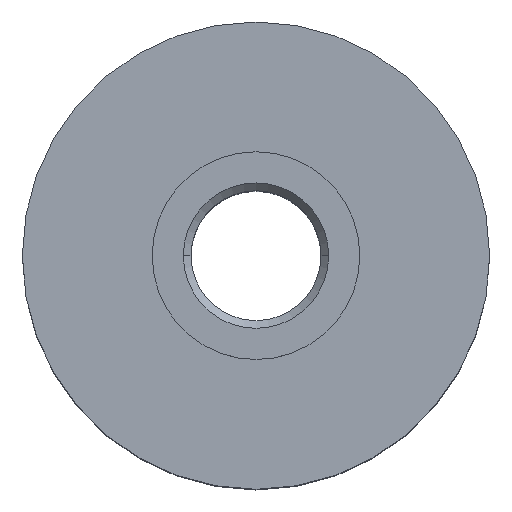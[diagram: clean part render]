
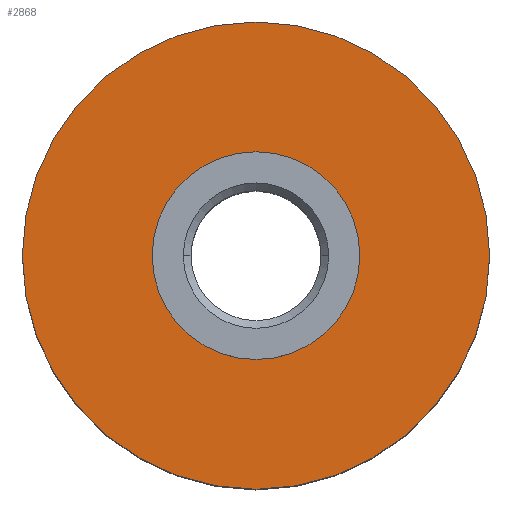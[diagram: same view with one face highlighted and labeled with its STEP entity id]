
A CAD part, top view. The second image highlights one B-rep face of the part: STEP entity #2868.
In plain terms, the highlighted planar face has unit normal (0, 0, 1).
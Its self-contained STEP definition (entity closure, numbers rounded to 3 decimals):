
#293 = AXIS2_PLACEMENT_3D ( 'NONE', #3564, #3560, #3556 ) ;
#294 = AXIS2_PLACEMENT_3D ( 'NONE', #3554, #3551, #3548 ) ;
#533 = AXIS2_PLACEMENT_3D ( 'NONE', #6575, #6574, #6579 ) ;
#624 = AXIS2_PLACEMENT_3D ( 'NONE', #4470, #4471, #4472 ) ;
#625 = AXIS2_PLACEMENT_3D ( 'NONE', #4474, #4475, #4476 ) ;
#1121 = CARTESIAN_POINT ( 'NONE',  ( -9., 0., 7.5 ) ) ;
#1123 = CARTESIAN_POINT ( 'NONE',  ( 9., 0., 7.5 ) ) ;
#1131 = CARTESIAN_POINT ( 'NONE',  ( -4., 0., 7.5 ) ) ;
#1139 = CARTESIAN_POINT ( 'NONE',  ( 4., 0., 7.5 ) ) ;
#1335 = CIRCLE ( 'NONE', #625, 9. ) ;
#1336 = CIRCLE ( 'NONE', #624, 4. ) ;
#2094 = FACE_BOUND ( 'NONE', #6157, .T. ) ;
#2096 = FACE_OUTER_BOUND ( 'NONE', #6154, .T. ) ;
#2288 = EDGE_CURVE ( 'NONE', #5098, #5100, #2509, .T. ) ;
#2289 = EDGE_CURVE ( 'NONE', #5108, #5116, #2508, .T. ) ;
#2508 = CIRCLE ( 'NONE', #294, 4. ) ;
#2509 = CIRCLE ( 'NONE', #293, 9. ) ;
#2868 = ADVANCED_FACE ( 'NONE', ( #2094, #2096 ), #6577, .F. ) ;
#3548 = DIRECTION ( 'NONE',  ( 1., 0., 0. ) ) ;
#3551 = DIRECTION ( 'NONE',  ( 0., 0., 1. ) ) ;
#3554 = CARTESIAN_POINT ( 'NONE',  ( 0., 0., 7.5 ) ) ;
#3556 = DIRECTION ( 'NONE',  ( 1., 0., 0. ) ) ;
#3560 = DIRECTION ( 'NONE',  ( 0., 0., 1. ) ) ;
#3564 = CARTESIAN_POINT ( 'NONE',  ( 0., 0., 7.5 ) ) ;
#4470 = CARTESIAN_POINT ( 'NONE',  ( 0., 0., 7.5 ) ) ;
#4471 = DIRECTION ( 'NONE',  ( 0., 0., 1. ) ) ;
#4472 = DIRECTION ( 'NONE',  ( 1., 0., 0. ) ) ;
#4474 = CARTESIAN_POINT ( 'NONE',  ( 0., 0., 7.5 ) ) ;
#4475 = DIRECTION ( 'NONE',  ( 0., 0., 1. ) ) ;
#4476 = DIRECTION ( 'NONE',  ( 1., 0., 0. ) ) ;
#5098 = VERTEX_POINT ( 'NONE', #1121 ) ;
#5100 = VERTEX_POINT ( 'NONE', #1123 ) ;
#5108 = VERTEX_POINT ( 'NONE', #1131 ) ;
#5116 = VERTEX_POINT ( 'NONE', #1139 ) ;
#5163 = ORIENTED_EDGE ( 'NONE', *, *, #2288, .T. ) ;
#5164 = ORIENTED_EDGE ( 'NONE', *, *, #5793, .T. ) ;
#5165 = ORIENTED_EDGE ( 'NONE', *, *, #2289, .F. ) ;
#5166 = ORIENTED_EDGE ( 'NONE', *, *, #5792, .F. ) ;
#5792 = EDGE_CURVE ( 'NONE', #5116, #5108, #1336, .T. ) ;
#5793 = EDGE_CURVE ( 'NONE', #5100, #5098, #1335, .T. ) ;
#6154 = EDGE_LOOP ( 'NONE', ( #5164, #5163 ) ) ;
#6157 = EDGE_LOOP ( 'NONE', ( #5166, #5165 ) ) ;
#6574 = DIRECTION ( 'NONE',  ( 0., 0., -1. ) ) ;
#6575 = CARTESIAN_POINT ( 'NONE',  ( 0., 9., 7.5 ) ) ;
#6577 = PLANE ( 'NONE',  #533 ) ;
#6579 = DIRECTION ( 'NONE',  ( -1., 0., 0. ) ) ;
